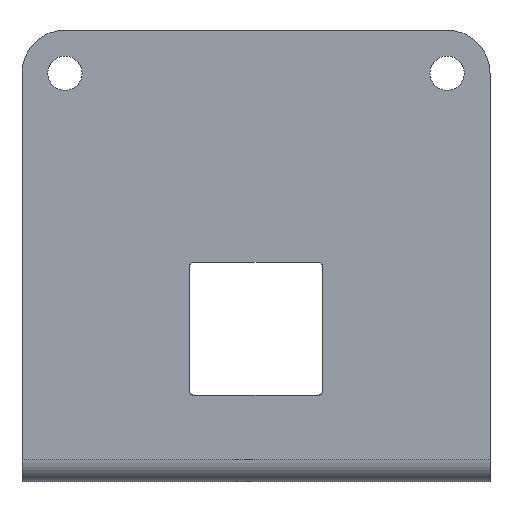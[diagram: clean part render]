
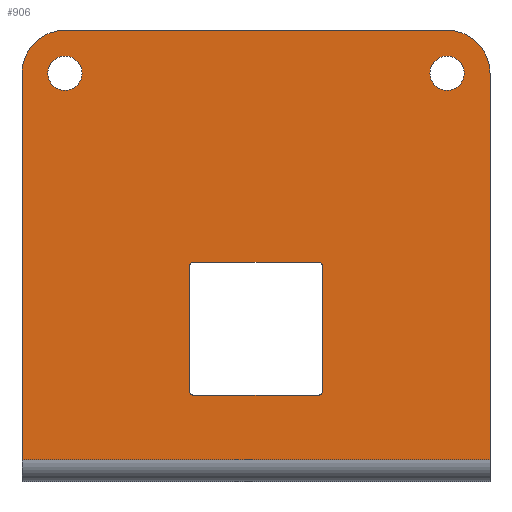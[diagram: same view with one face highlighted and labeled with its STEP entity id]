
A CAD part, top view. The second image highlights one B-rep face of the part: STEP entity #906.
In plain terms, the highlighted planar face has unit normal (0, 0, 1).
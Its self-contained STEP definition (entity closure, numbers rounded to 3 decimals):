
#127=CARTESIAN_POINT('Line Origine',(54.5,1.,9.)) ;
#131=CARTESIAN_POINT('Vertex',(0.,1.,9.)) ;
#133=CARTESIAN_POINT('Vertex',(109.,1.,9.)) ;
#167=CARTESIAN_POINT('Axis2P3D Location',(99.,91.,9.)) ;
#171=CARTESIAN_POINT('Vertex',(99.,101.,9.)) ;
#173=CARTESIAN_POINT('Vertex',(109.,91.,9.)) ;
#207=CARTESIAN_POINT('Line Origine',(54.5,101.,9.)) ;
#211=CARTESIAN_POINT('Vertex',(10.,101.,9.)) ;
#238=CARTESIAN_POINT('Axis2P3D Location',(10.,91.,9.)) ;
#242=CARTESIAN_POINT('Vertex',(0.,91.,9.)) ;
#288=CARTESIAN_POINT('Line Origine',(109.,46.,9.)) ;
#368=CARTESIAN_POINT('Line Origine',(0.,46.,9.)) ;
#474=CARTESIAN_POINT('Vertex',(6.,91.,9.)) ;
#477=CARTESIAN_POINT('Axis2P3D Location',(10.,91.,9.)) ;
#481=CARTESIAN_POINT('Vertex',(14.,91.,9.)) ;
#501=CARTESIAN_POINT('Axis2P3D Location',(10.,91.,9.)) ;
#531=CARTESIAN_POINT('Vertex',(95.,91.,9.)) ;
#534=CARTESIAN_POINT('Axis2P3D Location',(99.,91.,9.)) ;
#538=CARTESIAN_POINT('Vertex',(103.,91.,9.)) ;
#558=CARTESIAN_POINT('Axis2P3D Location',(99.,91.,9.)) ;
#819=CARTESIAN_POINT('Axis2P3D Location',(0.,101.,9.)) ;
#832=CARTESIAN_POINT('Line Origine',(54.5,16.,9.)) ;
#836=CARTESIAN_POINT('Vertex',(69.,16.,9.)) ;
#838=CARTESIAN_POINT('Vertex',(40.,16.,9.)) ;
#841=CARTESIAN_POINT('Axis2P3D Location',(40.,17.,9.)) ;
#845=CARTESIAN_POINT('Vertex',(39.,17.,9.)) ;
#848=CARTESIAN_POINT('Line Origine',(39.,31.5,9.)) ;
#852=CARTESIAN_POINT('Vertex',(39.,46.,9.)) ;
#855=CARTESIAN_POINT('Axis2P3D Location',(40.,46.,9.)) ;
#859=CARTESIAN_POINT('Vertex',(40.,47.,9.)) ;
#862=CARTESIAN_POINT('Line Origine',(54.5,47.,9.)) ;
#866=CARTESIAN_POINT('Vertex',(69.,47.,9.)) ;
#869=CARTESIAN_POINT('Axis2P3D Location',(69.,46.,9.)) ;
#873=CARTESIAN_POINT('Vertex',(70.,46.,9.)) ;
#876=CARTESIAN_POINT('Line Origine',(70.,31.5,9.)) ;
#880=CARTESIAN_POINT('Vertex',(70.,17.,9.)) ;
#883=CARTESIAN_POINT('Axis2P3D Location',(69.,17.,9.)) ;
#128=DIRECTION('Vector Direction',(1.,0.,0.)) ;
#168=DIRECTION('Axis2P3D Direction',(0.,-0.,1.)) ;
#208=DIRECTION('Vector Direction',(1.,0.,0.)) ;
#239=DIRECTION('Axis2P3D Direction',(0.,0.,1.)) ;
#289=DIRECTION('Vector Direction',(0.,-1.,0.)) ;
#369=DIRECTION('Vector Direction',(0.,-1.,0.)) ;
#478=DIRECTION('Axis2P3D Direction',(-0.,0.,1.)) ;
#502=DIRECTION('Axis2P3D Direction',(-0.,0.,1.)) ;
#535=DIRECTION('Axis2P3D Direction',(-0.,0.,1.)) ;
#559=DIRECTION('Axis2P3D Direction',(-0.,0.,1.)) ;
#820=DIRECTION('Axis2P3D Direction',(-0.,0.,1.)) ;
#821=DIRECTION('Axis2P3D XDirection',(0.,-1.,0.)) ;
#833=DIRECTION('Vector Direction',(-1.,0.,0.)) ;
#842=DIRECTION('Axis2P3D Direction',(-0.,0.,1.)) ;
#849=DIRECTION('Vector Direction',(0.,1.,0.)) ;
#856=DIRECTION('Axis2P3D Direction',(-0.,0.,1.)) ;
#863=DIRECTION('Vector Direction',(-1.,0.,0.)) ;
#870=DIRECTION('Axis2P3D Direction',(-0.,0.,1.)) ;
#877=DIRECTION('Vector Direction',(0.,-1.,0.)) ;
#884=DIRECTION('Axis2P3D Direction',(-0.,0.,1.)) ;
#169=AXIS2_PLACEMENT_3D('Circle Axis2P3D',#167,#168,$) ;
#240=AXIS2_PLACEMENT_3D('Circle Axis2P3D',#238,#239,$) ;
#479=AXIS2_PLACEMENT_3D('Circle Axis2P3D',#477,#478,$) ;
#503=AXIS2_PLACEMENT_3D('Circle Axis2P3D',#501,#502,$) ;
#536=AXIS2_PLACEMENT_3D('Circle Axis2P3D',#534,#535,$) ;
#560=AXIS2_PLACEMENT_3D('Circle Axis2P3D',#558,#559,$) ;
#822=AXIS2_PLACEMENT_3D('Plane Axis2P3D',#819,#820,#821) ;
#843=AXIS2_PLACEMENT_3D('Circle Axis2P3D',#841,#842,$) ;
#857=AXIS2_PLACEMENT_3D('Circle Axis2P3D',#855,#856,$) ;
#871=AXIS2_PLACEMENT_3D('Circle Axis2P3D',#869,#870,$) ;
#885=AXIS2_PLACEMENT_3D('Circle Axis2P3D',#883,#884,$) ;
#825=ORIENTED_EDGE('',*,*,#372,.T.) ;
#826=ORIENTED_EDGE('',*,*,#135,.T.) ;
#827=ORIENTED_EDGE('',*,*,#292,.F.) ;
#828=ORIENTED_EDGE('',*,*,#175,.F.) ;
#829=ORIENTED_EDGE('',*,*,#213,.F.) ;
#830=ORIENTED_EDGE('',*,*,#244,.F.) ;
#889=ORIENTED_EDGE('',*,*,#840,.T.) ;
#890=ORIENTED_EDGE('',*,*,#847,.F.) ;
#891=ORIENTED_EDGE('',*,*,#854,.T.) ;
#892=ORIENTED_EDGE('',*,*,#861,.F.) ;
#893=ORIENTED_EDGE('',*,*,#868,.F.) ;
#894=ORIENTED_EDGE('',*,*,#875,.F.) ;
#895=ORIENTED_EDGE('',*,*,#882,.T.) ;
#896=ORIENTED_EDGE('',*,*,#887,.F.) ;
#899=ORIENTED_EDGE('',*,*,#562,.F.) ;
#900=ORIENTED_EDGE('',*,*,#540,.F.) ;
#903=ORIENTED_EDGE('',*,*,#505,.F.) ;
#904=ORIENTED_EDGE('',*,*,#483,.F.) ;
#897=FACE_BOUND('',#888,.T.) ;
#901=FACE_BOUND('',#898,.T.) ;
#905=FACE_BOUND('',#902,.T.) ;
#129=VECTOR('Line Direction',#128,1.) ;
#209=VECTOR('Line Direction',#208,1.) ;
#290=VECTOR('Line Direction',#289,1.) ;
#370=VECTOR('Line Direction',#369,1.) ;
#834=VECTOR('Line Direction',#833,1.) ;
#850=VECTOR('Line Direction',#849,1.) ;
#864=VECTOR('Line Direction',#863,1.) ;
#878=VECTOR('Line Direction',#877,1.) ;
#906=ADVANCED_FACE('Corps principal',(#831,#897,#901,#905),#823,.T.) ;
#170=CIRCLE('generated circle',#169,10.) ;
#241=CIRCLE('generated circle',#240,10.) ;
#480=CIRCLE('generated circle',#479,4.) ;
#504=CIRCLE('generated circle',#503,4.) ;
#537=CIRCLE('generated circle',#536,4.) ;
#561=CIRCLE('generated circle',#560,4.) ;
#844=CIRCLE('generated circle',#843,1.) ;
#858=CIRCLE('generated circle',#857,1.) ;
#872=CIRCLE('generated circle',#871,1.) ;
#886=CIRCLE('generated circle',#885,1.) ;
#135=EDGE_CURVE('',#132,#134,#130,.T.) ;
#175=EDGE_CURVE('',#172,#174,#170,.F.) ;
#213=EDGE_CURVE('',#212,#172,#210,.T.) ;
#244=EDGE_CURVE('',#243,#212,#241,.F.) ;
#292=EDGE_CURVE('',#174,#134,#291,.T.) ;
#372=EDGE_CURVE('',#243,#132,#371,.T.) ;
#483=EDGE_CURVE('',#475,#482,#480,.T.) ;
#505=EDGE_CURVE('',#482,#475,#504,.T.) ;
#540=EDGE_CURVE('',#532,#539,#537,.T.) ;
#562=EDGE_CURVE('',#539,#532,#561,.T.) ;
#840=EDGE_CURVE('',#837,#839,#835,.T.) ;
#847=EDGE_CURVE('',#846,#839,#844,.T.) ;
#854=EDGE_CURVE('',#846,#853,#851,.T.) ;
#861=EDGE_CURVE('',#860,#853,#858,.T.) ;
#868=EDGE_CURVE('',#867,#860,#865,.T.) ;
#875=EDGE_CURVE('',#874,#867,#872,.T.) ;
#882=EDGE_CURVE('',#874,#881,#879,.T.) ;
#887=EDGE_CURVE('',#837,#881,#886,.T.) ;
#824=EDGE_LOOP('',(#825,#826,#827,#828,#829,#830)) ;
#888=EDGE_LOOP('',(#889,#890,#891,#892,#893,#894,#895,#896)) ;
#898=EDGE_LOOP('',(#899,#900)) ;
#902=EDGE_LOOP('',(#903,#904)) ;
#831=FACE_OUTER_BOUND('',#824,.T.) ;
#130=LINE('Line',#127,#129) ;
#210=LINE('Line',#207,#209) ;
#291=LINE('Line',#288,#290) ;
#371=LINE('Line',#368,#370) ;
#835=LINE('Line',#832,#834) ;
#851=LINE('Line',#848,#850) ;
#865=LINE('Line',#862,#864) ;
#879=LINE('Line',#876,#878) ;
#823=PLANE('',#822) ;
#132=VERTEX_POINT('',#131) ;
#134=VERTEX_POINT('',#133) ;
#172=VERTEX_POINT('',#171) ;
#174=VERTEX_POINT('',#173) ;
#212=VERTEX_POINT('',#211) ;
#243=VERTEX_POINT('',#242) ;
#475=VERTEX_POINT('',#474) ;
#482=VERTEX_POINT('',#481) ;
#532=VERTEX_POINT('',#531) ;
#539=VERTEX_POINT('',#538) ;
#837=VERTEX_POINT('',#836) ;
#839=VERTEX_POINT('',#838) ;
#846=VERTEX_POINT('',#845) ;
#853=VERTEX_POINT('',#852) ;
#860=VERTEX_POINT('',#859) ;
#867=VERTEX_POINT('',#866) ;
#874=VERTEX_POINT('',#873) ;
#881=VERTEX_POINT('',#880) ;
